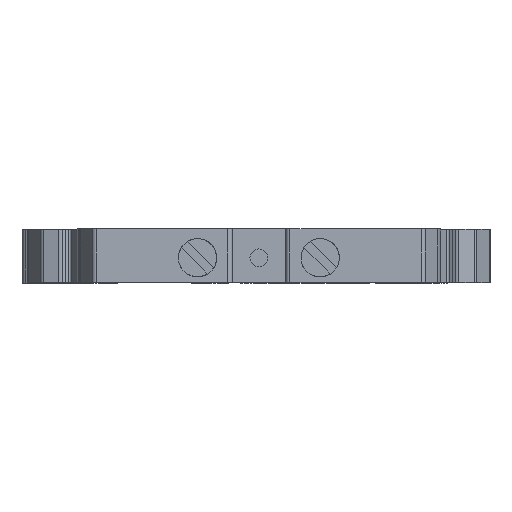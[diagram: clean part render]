
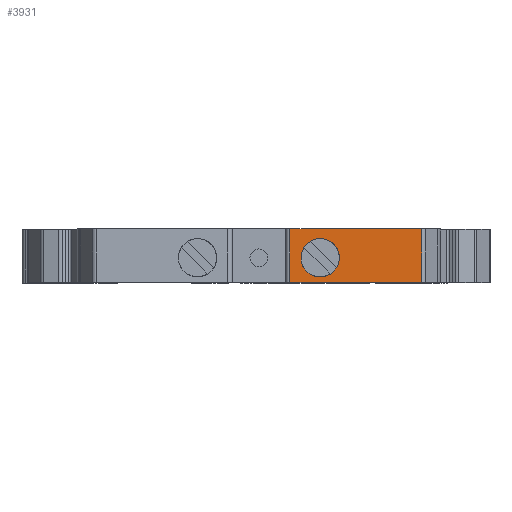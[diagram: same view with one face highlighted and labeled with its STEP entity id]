
A CAD part, top view. The second image highlights one B-rep face of the part: STEP entity #3931.
In plain terms, the highlighted planar face has unit normal (0, 0, 1).
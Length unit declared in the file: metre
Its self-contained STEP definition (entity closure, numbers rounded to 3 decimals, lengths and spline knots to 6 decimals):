
#100=FACE_BOUND('',#484,.T.);
#106=CIRCLE('',#4141,0.00215);
#276=FACE_OUTER_BOUND('',#483,.T.);
#483=EDGE_LOOP('',(#2456,#2457,#2458,#2459));
#484=EDGE_LOOP('',(#2460));
#697=LINE('',#5687,#1101);
#698=LINE('',#5689,#1102);
#699=LINE('',#5691,#1103);
#700=LINE('',#5692,#1104);
#1101=VECTOR('',#4526,0.006);
#1102=VECTOR('',#4527,0.014811);
#1103=VECTOR('',#4528,0.006);
#1104=VECTOR('',#4529,0.014811);
#1506=VERTEX_POINT('',#5685);
#1507=VERTEX_POINT('',#5686);
#1508=VERTEX_POINT('',#5688);
#1509=VERTEX_POINT('',#5690);
#1510=VERTEX_POINT('',#5693);
#1882=EDGE_CURVE('',#1506,#1507,#697,.T.);
#1883=EDGE_CURVE('',#1508,#1506,#698,.T.);
#1884=EDGE_CURVE('',#1508,#1509,#699,.T.);
#1885=EDGE_CURVE('',#1509,#1507,#700,.T.);
#1886=EDGE_CURVE('',#1510,#1510,#106,.T.);
#2456=ORIENTED_EDGE('',*,*,#1882,.F.);
#2457=ORIENTED_EDGE('',*,*,#1883,.F.);
#2458=ORIENTED_EDGE('',*,*,#1884,.T.);
#2459=ORIENTED_EDGE('',*,*,#1885,.T.);
#2460=ORIENTED_EDGE('',*,*,#1886,.T.);
#3600=PLANE('',#4140);
#3931=ADVANCED_FACE('',(#276,#100),#3600,.F.);
#4140=AXIS2_PLACEMENT_3D('',#5684,#4524,#4525);
#4141=AXIS2_PLACEMENT_3D('',#5694,#4530,#4531);
#4524=DIRECTION('center_axis',(0.,0.,-1.));
#4525=DIRECTION('ref_axis',(-1.,0.,0.));
#4526=DIRECTION('',(0.,-1.,0.));
#4527=DIRECTION('',(1.,0.,0.));
#4528=DIRECTION('',(0.,-1.,0.));
#4529=DIRECTION('',(1.,0.,0.));
#4530=DIRECTION('center_axis',(0.,0.,-1.));
#4531=DIRECTION('ref_axis',(1.,0.,0.));
#5684=CARTESIAN_POINT('Origin',(-0.0058,0.006,0.05555));
#5685=CARTESIAN_POINT('',(0.000961,0.006,0.05555));
#5686=CARTESIAN_POINT('',(0.000961,0.,0.05555));
#5687=CARTESIAN_POINT('',(0.000961,0.006,0.05555));
#5688=CARTESIAN_POINT('',(-0.01385,0.006,0.05555));
#5689=CARTESIAN_POINT('',(-0.01385,0.006,0.05555));
#5690=CARTESIAN_POINT('',(-0.01385,0.,0.05555));
#5691=CARTESIAN_POINT('',(-0.01385,0.006,0.05555));
#5692=CARTESIAN_POINT('',(-0.01385,0.,0.05555));
#5693=CARTESIAN_POINT('',(-0.0083,0.00275,0.05555));
#5694=CARTESIAN_POINT('Origin',(-0.01045,0.00275,0.05555));
